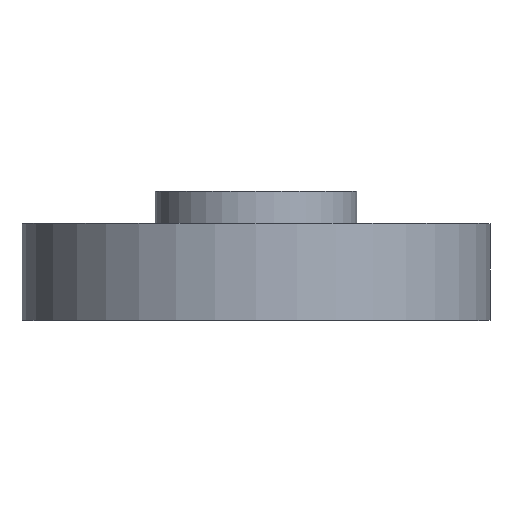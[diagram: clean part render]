
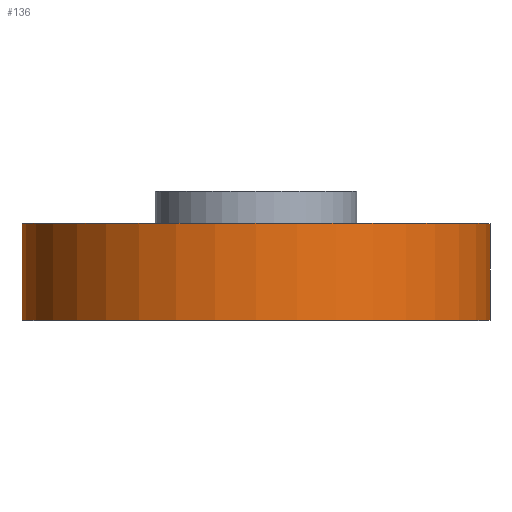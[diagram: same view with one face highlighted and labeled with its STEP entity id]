
A CAD part, top view. The second image highlights one B-rep face of the part: STEP entity #136.
In plain terms, the highlighted cylindrical face has radius 29 mm (diameter 58 mm), a full revolution.
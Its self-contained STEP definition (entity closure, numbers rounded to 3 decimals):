
#136 = ADVANCED_FACE( '', ( #253, #254 ), #255, .T. );
#253 = FACE_OUTER_BOUND( '', #355, .T. );
#254 = FACE_OUTER_BOUND( '', #356, .T. );
#255 = CYLINDRICAL_SURFACE( '', #357, 29. );
#355 = EDGE_LOOP( '', ( #475 ) );
#356 = EDGE_LOOP( '', ( #476 ) );
#357 = AXIS2_PLACEMENT_3D( '', #477, #478, #479 );
#475 = ORIENTED_EDGE( '', *, *, #516, .T. );
#476 = ORIENTED_EDGE( '', *, *, #535, .F. );
#477 = CARTESIAN_POINT( '', ( 0., 54., 0. ) );
#478 = DIRECTION( '', ( 0., 1., 0. ) );
#479 = DIRECTION( '', ( 1., 0., 0. ) );
#516 = EDGE_CURVE( '', #564, #564, #565, .T. );
#535 = EDGE_CURVE( '', #596, #596, #597, .T. );
#564 = VERTEX_POINT( '', #631 );
#565 = CIRCLE( '', #632, 29. );
#596 = VERTEX_POINT( '', #663 );
#597 = CIRCLE( '', #664, 29. );
#631 = CARTESIAN_POINT( '', ( 29., 12., 0. ) );
#632 = AXIS2_PLACEMENT_3D( '', #701, #702, #703 );
#663 = CARTESIAN_POINT( '', ( 29., 0., 0. ) );
#664 = AXIS2_PLACEMENT_3D( '', #740, #741, #742 );
#701 = CARTESIAN_POINT( '', ( 0., 12., 0. ) );
#702 = DIRECTION( '', ( 0., -1., 0. ) );
#703 = DIRECTION( '', ( 1., 0., 0. ) );
#740 = CARTESIAN_POINT( '', ( 0., 0., 0. ) );
#741 = DIRECTION( '', ( 0., -1., 0. ) );
#742 = DIRECTION( '', ( 1., 0., 0. ) );
